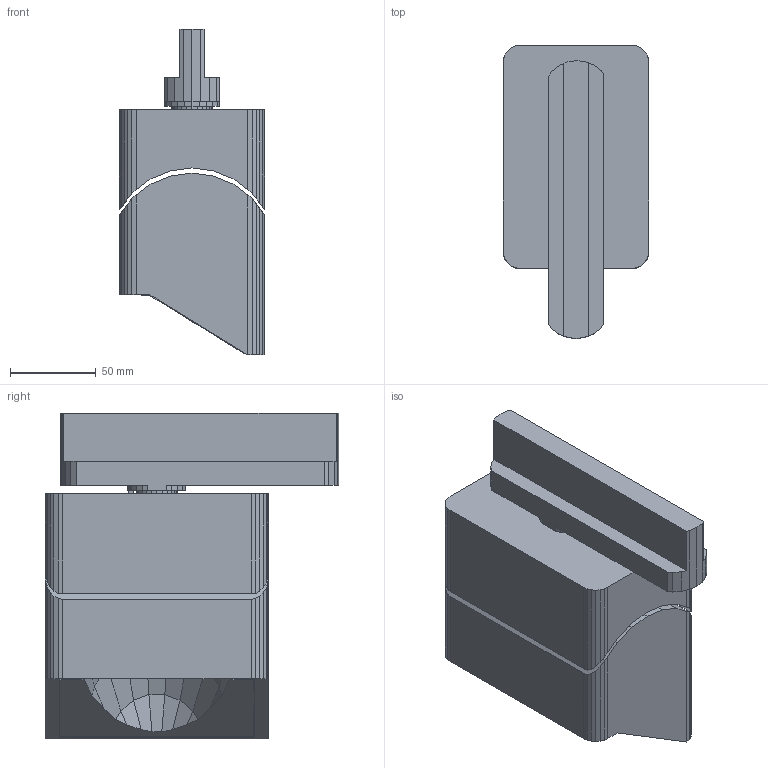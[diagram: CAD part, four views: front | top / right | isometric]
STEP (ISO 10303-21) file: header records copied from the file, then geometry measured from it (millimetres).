
FILE_DESCRIPTION(/* description */ ('This is a sample STEP configuration'),/* implementation_level */ '2;1');
FILE_NAME(/* name */ '704-11101xxxxxxx SIMPLE.ipt_Rev_01.stp',/* time_stamp */ '2023-08-11T12:28:53+02:00',/* author */ ('powerJobs'),/* organization */ ('coolOrange'),/* preprocessor_version */ 'ST-DEVELOPER v19.2',/* originating_system */ 'Autodesk Inventor 2023',/* authorisation */ '');
FILE_SCHEMA (('AUTOMOTIVE_DESIGN { 1 0 10303 214 3 1 1 }'));
Length unit declared in the file: millimetre
Products named in the file (1): ENG000020905
Bounding box: 85 x 171 x 190 mm (x, y, z)
Volume: 1304465.7 mm3; surface area: 168506.8 mm2
Topology: 2 solids, 2 shells, 202 faces, 565 edges, 370 vertices
Faces by surface type: plane 202
Entity records: 6375 total; most frequent: CARTESIAN_POINT 1138, ORIENTED_EDGE 1130, DIRECTION 971, LINE 565, VECTOR 565, EDGE_CURVE 565, VERTEX_POINT 370, EDGE_LOOP 207
